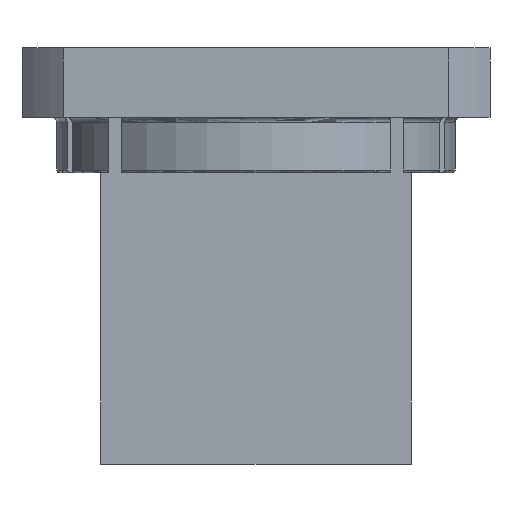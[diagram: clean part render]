
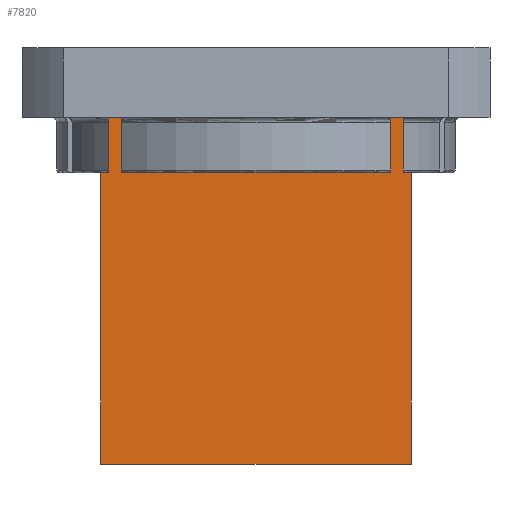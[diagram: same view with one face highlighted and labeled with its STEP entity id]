
A CAD part, front view. The second image highlights one B-rep face of the part: STEP entity #7820.
In plain terms, the highlighted planar face has unit normal (0, -1, 0).
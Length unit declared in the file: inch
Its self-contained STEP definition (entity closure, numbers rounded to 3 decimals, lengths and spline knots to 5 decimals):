
#4 = ORIENTED_EDGE ( 'NONE', *, *, #1604, .T. ) ;
#376 = ORIENTED_EDGE ( 'NONE', *, *, #9334, .F. ) ;
#478 = EDGE_CURVE ( 'NONE', #1115, #7392, #3646, .T. ) ;
#722 = CARTESIAN_POINT ( 'NONE',  ( 0.53, -0.305, -0.45 ) ) ;
#797 = CARTESIAN_POINT ( 'NONE',  ( -0.56, -0.305, -1.5 ) ) ;
#895 = AXIS2_PLACEMENT_3D ( 'NONE', #797, #3115, #3278 ) ;
#1115 = VERTEX_POINT ( 'NONE', #1252 ) ;
#1252 = CARTESIAN_POINT ( 'NONE',  ( 0.485, -0.305, -0.45 ) ) ;
#1537 = ORIENTED_EDGE ( 'NONE', *, *, #15658, .F. ) ;
#1598 = ORIENTED_EDGE ( 'NONE', *, *, #15883, .F. ) ;
#1604 = EDGE_CURVE ( 'NONE', #5160, #6035, #15088, .T. ) ;
#1650 = CARTESIAN_POINT ( 'NONE',  ( 0.485, -0.305, -0.25 ) ) ;
#1898 = ORIENTED_EDGE ( 'NONE', *, *, #15477, .T. ) ;
#2031 = CARTESIAN_POINT ( 'NONE',  ( -0.485, -0.305, -0.59738 ) ) ;
#2120 = CARTESIAN_POINT ( 'NONE',  ( -0.56, -0.305, -1.5 ) ) ;
#2138 = CARTESIAN_POINT ( 'NONE',  ( 0.53, -0.305, -0.59738 ) ) ;
#2204 = LINE ( 'NONE', #2120, #11280 ) ;
#2306 = CARTESIAN_POINT ( 'NONE',  ( 0.56, -0.305, -1.5 ) ) ;
#2380 = LINE ( 'NONE', #15160, #8346 ) ;
#2614 = CARTESIAN_POINT ( 'NONE',  ( -0.53, -0.305, -0.45 ) ) ;
#2782 = EDGE_CURVE ( 'NONE', #6870, #9748, #5691, .T. ) ;
#2848 = DIRECTION ( 'NONE',  ( 1., 0., 0. ) ) ;
#2871 = VECTOR ( 'NONE', #14843, 39.37008 ) ;
#3081 = CARTESIAN_POINT ( 'NONE',  ( -0.53, -0.305, -0.25 ) ) ;
#3115 = DIRECTION ( 'NONE',  ( 0., -1., 0. ) ) ;
#3173 = ORIENTED_EDGE ( 'NONE', *, *, #478, .F. ) ;
#3192 = PLANE ( 'NONE',  #895 ) ;
#3213 = LINE ( 'NONE', #2138, #4323 ) ;
#3278 = DIRECTION ( 'NONE',  ( 0., 0., -1. ) ) ;
#3646 = LINE ( 'NONE', #9745, #2871 ) ;
#4078 = DIRECTION ( 'NONE',  ( 1., 0., 0. ) ) ;
#4090 = LINE ( 'NONE', #9193, #13653 ) ;
#4323 = VECTOR ( 'NONE', #15837, 39.37008 ) ;
#4491 = CARTESIAN_POINT ( 'NONE',  ( -0.53, -0.305, -0.59738 ) ) ;
#4577 = DIRECTION ( 'NONE',  ( 0., 0., 1. ) ) ;
#4742 = LINE ( 'NONE', #13608, #12083 ) ;
#4785 = LINE ( 'NONE', #16416, #13432 ) ;
#4819 = CARTESIAN_POINT ( 'NONE',  ( -0.485, -0.305, -0.25 ) ) ;
#4823 = VERTEX_POINT ( 'NONE', #2614 ) ;
#4851 = EDGE_CURVE ( 'NONE', #9748, #1115, #4090, .T. ) ;
#4918 = LINE ( 'NONE', #10030, #14219 ) ;
#5047 = DIRECTION ( 'NONE',  ( 0., 0., 1. ) ) ;
#5160 = VERTEX_POINT ( 'NONE', #8500 ) ;
#5656 = DIRECTION ( 'NONE',  ( 1., 0., 0. ) ) ;
#5691 = LINE ( 'NONE', #2031, #16289 ) ;
#6035 = VERTEX_POINT ( 'NONE', #7441 ) ;
#6725 = ORIENTED_EDGE ( 'NONE', *, *, #7490, .F. ) ;
#6729 = VECTOR ( 'NONE', #5656, 39.37008 ) ;
#6777 = ORIENTED_EDGE ( 'NONE', *, *, #16313, .F. ) ;
#6870 = VERTEX_POINT ( 'NONE', #4819 ) ;
#7280 = DIRECTION ( 'NONE',  ( 1., 0., 0. ) ) ;
#7392 = VERTEX_POINT ( 'NONE', #1650 ) ;
#7441 = CARTESIAN_POINT ( 'NONE',  ( 0.56, -0.305, -0.45 ) ) ;
#7490 = EDGE_CURVE ( 'NONE', #10816, #16172, #3213, .T. ) ;
#7544 = ORIENTED_EDGE ( 'NONE', *, *, #4851, .F. ) ;
#7820 = ADVANCED_FACE ( 'NONE', ( #11053 ), #3192, .T. ) ;
#8155 = ORIENTED_EDGE ( 'NONE', *, *, #10597, .F. ) ;
#8346 = VECTOR ( 'NONE', #4078, 39.37008 ) ;
#8500 = CARTESIAN_POINT ( 'NONE',  ( 0.56, -0.305, -1.5 ) ) ;
#8624 = DIRECTION ( 'NONE',  ( 0., 0., 1. ) ) ;
#8869 = CARTESIAN_POINT ( 'NONE',  ( -0.56, -0.305, -0.45 ) ) ;
#9193 = CARTESIAN_POINT ( 'NONE',  ( -0.56, -0.305, -0.45 ) ) ;
#9334 = EDGE_CURVE ( 'NONE', #7392, #10816, #4918, .T. ) ;
#9521 = LINE ( 'NONE', #4491, #12658 ) ;
#9745 = CARTESIAN_POINT ( 'NONE',  ( 0.485, -0.305, -0.59738 ) ) ;
#9748 = VERTEX_POINT ( 'NONE', #15904 ) ;
#9885 = VERTEX_POINT ( 'NONE', #8869 ) ;
#10030 = CARTESIAN_POINT ( 'NONE',  ( 0.53, -0.305, -0.25 ) ) ;
#10333 = ORIENTED_EDGE ( 'NONE', *, *, #2782, .F. ) ;
#10597 = EDGE_CURVE ( 'NONE', #4823, #13791, #9521, .T. ) ;
#10816 = VERTEX_POINT ( 'NONE', #12541 ) ;
#11053 = FACE_OUTER_BOUND ( 'NONE', #14350, .T. ) ;
#11280 = VECTOR ( 'NONE', #7280, 39.37008 ) ;
#11357 = DIRECTION ( 'NONE',  ( 1., 0., 0. ) ) ;
#12083 = VECTOR ( 'NONE', #13787, 39.37008 ) ;
#12541 = CARTESIAN_POINT ( 'NONE',  ( 0.53, -0.305, -0.25 ) ) ;
#12658 = VECTOR ( 'NONE', #4577, 39.37008 ) ;
#13205 = VERTEX_POINT ( 'NONE', #16154 ) ;
#13432 = VECTOR ( 'NONE', #8624, 39.37008 ) ;
#13608 = CARTESIAN_POINT ( 'NONE',  ( -0.56, -0.305, -0.45 ) ) ;
#13653 = VECTOR ( 'NONE', #2848, 39.37008 ) ;
#13787 = DIRECTION ( 'NONE',  ( 1., 0., 0. ) ) ;
#13791 = VERTEX_POINT ( 'NONE', #16302 ) ;
#14219 = VECTOR ( 'NONE', #11357, 39.37008 ) ;
#14350 = EDGE_LOOP ( 'NONE', ( #15633, #6725, #376, #3173, #7544, #10333, #1537, #8155, #1598, #6777, #1898, #4 ) ) ;
#14358 = VECTOR ( 'NONE', #5047, 39.37008 ) ;
#14843 = DIRECTION ( 'NONE',  ( 0., 0., 1. ) ) ;
#15088 = LINE ( 'NONE', #2306, #14358 ) ;
#15160 = CARTESIAN_POINT ( 'NONE',  ( -0.56, -0.305, -0.45 ) ) ;
#15477 = EDGE_CURVE ( 'NONE', #13205, #5160, #2204, .T. ) ;
#15633 = ORIENTED_EDGE ( 'NONE', *, *, #16364, .F. ) ;
#15658 = EDGE_CURVE ( 'NONE', #13791, #6870, #15863, .T. ) ;
#15837 = DIRECTION ( 'NONE',  ( 0., 0., -1. ) ) ;
#15863 = LINE ( 'NONE', #3081, #6729 ) ;
#15883 = EDGE_CURVE ( 'NONE', #9885, #4823, #4742, .T. ) ;
#15895 = DIRECTION ( 'NONE',  ( 0., 0., -1. ) ) ;
#15904 = CARTESIAN_POINT ( 'NONE',  ( -0.485, -0.305, -0.45 ) ) ;
#16154 = CARTESIAN_POINT ( 'NONE',  ( -0.56, -0.305, -1.5 ) ) ;
#16172 = VERTEX_POINT ( 'NONE', #722 ) ;
#16289 = VECTOR ( 'NONE', #15895, 39.37008 ) ;
#16302 = CARTESIAN_POINT ( 'NONE',  ( -0.53, -0.305, -0.25 ) ) ;
#16313 = EDGE_CURVE ( 'NONE', #13205, #9885, #4785, .T. ) ;
#16364 = EDGE_CURVE ( 'NONE', #16172, #6035, #2380, .T. ) ;
#16416 = CARTESIAN_POINT ( 'NONE',  ( -0.56, -0.305, -1.5 ) ) ;
